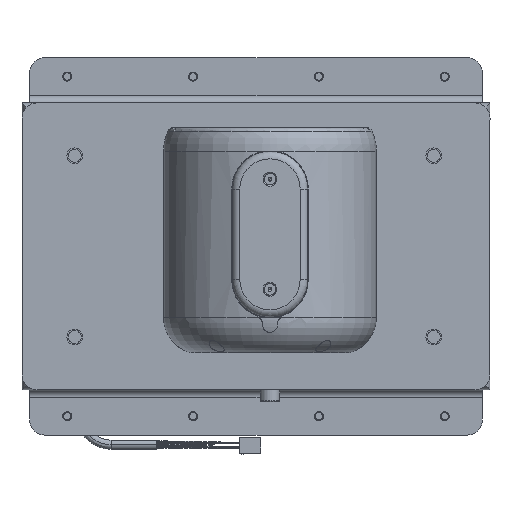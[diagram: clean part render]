
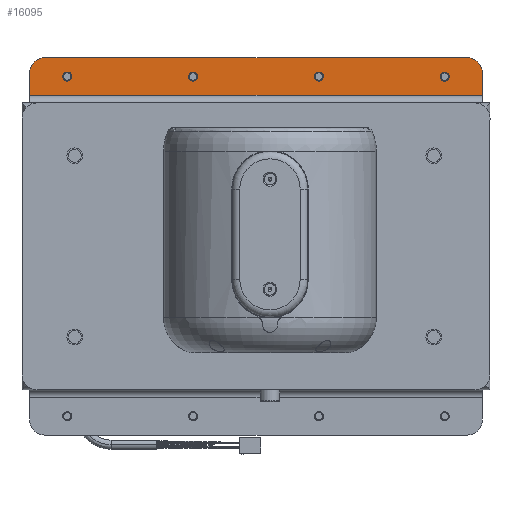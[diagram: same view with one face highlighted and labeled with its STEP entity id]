
A CAD part, front view. The second image highlights one B-rep face of the part: STEP entity #16095.
In plain terms, the highlighted planar face has unit normal (0, -1, 0).
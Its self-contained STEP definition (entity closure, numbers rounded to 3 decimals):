
#459 = VERTEX_POINT ( 'NONE', #27252 ) ;
#552 = CIRCLE ( 'NONE', #40252, 3. ) ;
#597 = CIRCLE ( 'NONE', #9360, 10. ) ;
#926 = DIRECTION ( 'NONE',  ( 0., 0., -1. ) ) ;
#994 = ORIENTED_EDGE ( 'NONE', *, *, #1782, .F. ) ;
#1118 = EDGE_LOOP ( 'NONE', ( #7824, #19494 ) ) ;
#1782 = EDGE_CURVE ( 'NONE', #459, #16208, #32514, .T. ) ;
#1922 = CARTESIAN_POINT ( 'NONE',  ( -115.473, 249.799, 485.663 ) ) ;
#1932 = AXIS2_PLACEMENT_3D ( 'NONE', #1922, #18535, #40469 ) ;
#2037 = CARTESIAN_POINT ( 'NONE',  ( -198.682, 249.799, 482.665 ) ) ;
#2178 = DIRECTION ( 'NONE',  ( 0., 0., -1. ) ) ;
#2595 = FACE_BOUND ( 'NONE', #1118, .T. ) ;
#3508 = VERTEX_POINT ( 'NONE', #12868 ) ;
#3623 = DIRECTION ( 'NONE',  ( 0., 0., -1. ) ) ;
#3625 = AXIS2_PLACEMENT_3D ( 'NONE', #35954, #28812, #12800 ) ;
#3906 = EDGE_CURVE ( 'NONE', #3508, #459, #13221, .T. ) ;
#4708 = VERTEX_POINT ( 'NONE', #41656 ) ;
#4757 = VERTEX_POINT ( 'NONE', #25451 ) ;
#4844 = EDGE_CURVE ( 'NONE', #19755, #19524, #13278, .T. ) ;
#5153 = ORIENTED_EDGE ( 'NONE', *, *, #30633, .F. ) ;
#5644 = LINE ( 'NONE', #18473, #9744 ) ;
#5649 = EDGE_CURVE ( 'NONE', #30850, #33359, #552, .T. ) ;
#5770 = EDGE_LOOP ( 'NONE', ( #34996, #20317 ) ) ;
#6021 = CIRCLE ( 'NONE', #29570, 3. ) ;
#6145 = ORIENTED_EDGE ( 'NONE', *, *, #3906, .F. ) ;
#6337 = DIRECTION ( 'NONE',  ( 0., 1., 0. ) ) ;
#6368 = FACE_BOUND ( 'NONE', #29609, .T. ) ;
#6750 = CARTESIAN_POINT ( 'NONE',  ( 51.194, 249.799, 485.663 ) ) ;
#6817 = CARTESIAN_POINT ( 'NONE',  ( -115.473, 249.799, 485.663 ) ) ;
#6827 = CARTESIAN_POINT ( 'NONE',  ( -198.806, 249.799, 485.663 ) ) ;
#6967 = AXIS2_PLACEMENT_3D ( 'NONE', #6817, #13992, #926 ) ;
#7824 = ORIENTED_EDGE ( 'NONE', *, *, #36063, .F. ) ;
#8296 = ORIENTED_EDGE ( 'NONE', *, *, #41324, .F. ) ;
#8555 = ORIENTED_EDGE ( 'NONE', *, *, #23954, .F. ) ;
#8888 = CIRCLE ( 'NONE', #10245, 3. ) ;
#8898 = DIRECTION ( 'NONE',  ( 0., 0., -1. ) ) ;
#9360 = AXIS2_PLACEMENT_3D ( 'NONE', #27303, #30201, #19921 ) ;
#9635 = DIRECTION ( 'NONE',  ( 0., -1., 0. ) ) ;
#9744 = VECTOR ( 'NONE', #24832, 1000. ) ;
#10049 = DIRECTION ( 'NONE',  ( 0., 0., -1. ) ) ;
#10245 = AXIS2_PLACEMENT_3D ( 'NONE', #13101, #35383, #26182 ) ;
#11001 = LINE ( 'NONE', #27048, #30427 ) ;
#11677 = CARTESIAN_POINT ( 'NONE',  ( -198.806, 249.799, 485.663 ) ) ;
#12496 = DIRECTION ( 'NONE',  ( 0., -1., 0. ) ) ;
#12529 = CIRCLE ( 'NONE', #21968, 3. ) ;
#12787 = CARTESIAN_POINT ( 'NONE',  ( -32.139, 249.799, 485.663 ) ) ;
#12800 = DIRECTION ( 'NONE',  ( 0., 0., -1. ) ) ;
#12868 = CARTESIAN_POINT ( 'NONE',  ( -213.806, 249.799, 498.163 ) ) ;
#13101 = CARTESIAN_POINT ( 'NONE',  ( -32.139, 249.799, 485.663 ) ) ;
#13221 = LINE ( 'NONE', #16376, #34680 ) ;
#13278 = CIRCLE ( 'NONE', #36796, 3. ) ;
#13492 = VECTOR ( 'NONE', #35163, 1000. ) ;
#13992 = DIRECTION ( 'NONE',  ( 0., -1., 0. ) ) ;
#15469 = ORIENTED_EDGE ( 'NONE', *, *, #33757, .T. ) ;
#15623 = CIRCLE ( 'NONE', #29746, 3. ) ;
#15667 = PLANE ( 'NONE',  #20191 ) ;
#16095 = ADVANCED_FACE ( 'NONE', ( #25566, #6368, #41566, #37768, #2595 ), #15667, .T. ) ;
#16208 = VERTEX_POINT ( 'NONE', #29537 ) ;
#16376 = CARTESIAN_POINT ( 'NONE',  ( -213.806, 249.799, 498.163 ) ) ;
#16794 = CARTESIAN_POINT ( 'NONE',  ( 51.208, 249.799, 482.663 ) ) ;
#17084 = EDGE_CURVE ( 'NONE', #36956, #4708, #12529, .T. ) ;
#17576 = VERTEX_POINT ( 'NONE', #32138 ) ;
#18391 = CARTESIAN_POINT ( 'NONE',  ( -218.806, 249.799, 458.163 ) ) ;
#18473 = CARTESIAN_POINT ( 'NONE',  ( -223.806, 249.799, 463.092 ) ) ;
#18535 = DIRECTION ( 'NONE',  ( 0., -1., 0. ) ) ;
#19310 = DIRECTION ( 'NONE',  ( 1., 0., 0. ) ) ;
#19483 = DIRECTION ( 'NONE',  ( 0., 0., -1. ) ) ;
#19494 = ORIENTED_EDGE ( 'NONE', *, *, #5649, .F. ) ;
#19524 = VERTEX_POINT ( 'NONE', #25461 ) ;
#19734 = CARTESIAN_POINT ( 'NONE',  ( -198.93, 249.799, 488.66 ) ) ;
#19755 = VERTEX_POINT ( 'NONE', #26933 ) ;
#19921 = DIRECTION ( 'NONE',  ( 0., 0., -1. ) ) ;
#20191 = AXIS2_PLACEMENT_3D ( 'NONE', #18391, #12496, #8898 ) ;
#20317 = ORIENTED_EDGE ( 'NONE', *, *, #33742, .F. ) ;
#21208 = EDGE_CURVE ( 'NONE', #26041, #17576, #36573, .T. ) ;
#21968 = AXIS2_PLACEMENT_3D ( 'NONE', #38164, #6337, #28685 ) ;
#22237 = VERTEX_POINT ( 'NONE', #23563 ) ;
#22892 = ORIENTED_EDGE ( 'NONE', *, *, #31722, .F. ) ;
#23563 = CARTESIAN_POINT ( 'NONE',  ( -223.806, 249.799, 488.163 ) ) ;
#23954 = EDGE_CURVE ( 'NONE', #32321, #22237, #5644, .T. ) ;
#24832 = DIRECTION ( 'NONE',  ( 0., 0., 1. ) ) ;
#25451 = CARTESIAN_POINT ( 'NONE',  ( 76.194, 249.799, 473.163 ) ) ;
#25461 = CARTESIAN_POINT ( 'NONE',  ( -31.999, 249.799, 482.666 ) ) ;
#25566 = FACE_OUTER_BOUND ( 'NONE', #28694, .T. ) ;
#26041 = VERTEX_POINT ( 'NONE', #26329 ) ;
#26182 = DIRECTION ( 'NONE',  ( 0., 0., -1. ) ) ;
#26264 = ORIENTED_EDGE ( 'NONE', *, *, #41223, .F. ) ;
#26329 = CARTESIAN_POINT ( 'NONE',  ( -115.619, 249.799, 488.659 ) ) ;
#26933 = CARTESIAN_POINT ( 'NONE',  ( -32.28, 249.799, 488.66 ) ) ;
#27048 = CARTESIAN_POINT ( 'NONE',  ( 71.194, 249.799, 473.163 ) ) ;
#27252 = CARTESIAN_POINT ( 'NONE',  ( 66.194, 249.799, 498.163 ) ) ;
#27303 = CARTESIAN_POINT ( 'NONE',  ( -213.806, 249.799, 488.163 ) ) ;
#28560 = DIRECTION ( 'NONE',  ( 0., -1., 0. ) ) ;
#28685 = DIRECTION ( 'NONE',  ( 0., 0., -1. ) ) ;
#28694 = EDGE_LOOP ( 'NONE', ( #5153, #22892, #994, #6145, #8296, #8555 ) ) ;
#28812 = DIRECTION ( 'NONE',  ( 0., 1., 0. ) ) ;
#29537 = CARTESIAN_POINT ( 'NONE',  ( 76.194, 249.799, 488.163 ) ) ;
#29570 = AXIS2_PLACEMENT_3D ( 'NONE', #11677, #30982, #2178 ) ;
#29609 = EDGE_LOOP ( 'NONE', ( #15469, #41523 ) ) ;
#29746 = AXIS2_PLACEMENT_3D ( 'NONE', #6750, #32645, #3623 ) ;
#30201 = DIRECTION ( 'NONE',  ( 0., 1., 0. ) ) ;
#30427 = VECTOR ( 'NONE', #35859, 1000. ) ;
#30633 = EDGE_CURVE ( 'NONE', #4757, #32321, #11001, .T. ) ;
#30850 = VERTEX_POINT ( 'NONE', #2037 ) ;
#30982 = DIRECTION ( 'NONE',  ( 0., -1., 0. ) ) ;
#31722 = EDGE_CURVE ( 'NONE', #16208, #4757, #34326, .T. ) ;
#32138 = CARTESIAN_POINT ( 'NONE',  ( -115.326, 249.799, 482.666 ) ) ;
#32321 = VERTEX_POINT ( 'NONE', #39018 ) ;
#32514 = CIRCLE ( 'NONE', #3625, 10. ) ;
#32645 = DIRECTION ( 'NONE',  ( 0., 1., 0. ) ) ;
#32717 = EDGE_LOOP ( 'NONE', ( #34048, #26264 ) ) ;
#32855 = CIRCLE ( 'NONE', #1932, 3. ) ;
#33359 = VERTEX_POINT ( 'NONE', #19734 ) ;
#33742 = EDGE_CURVE ( 'NONE', #19524, #19755, #8888, .T. ) ;
#33757 = EDGE_CURVE ( 'NONE', #4708, #36956, #15623, .T. ) ;
#34048 = ORIENTED_EDGE ( 'NONE', *, *, #21208, .F. ) ;
#34326 = LINE ( 'NONE', #34936, #13492 ) ;
#34680 = VECTOR ( 'NONE', #19310, 1000. ) ;
#34936 = CARTESIAN_POINT ( 'NONE',  ( 76.194, 249.799, 488.163 ) ) ;
#34996 = ORIENTED_EDGE ( 'NONE', *, *, #4844, .F. ) ;
#35163 = DIRECTION ( 'NONE',  ( 0., 0., -1. ) ) ;
#35383 = DIRECTION ( 'NONE',  ( 0., -1., 0. ) ) ;
#35859 = DIRECTION ( 'NONE',  ( -1., 0., 0. ) ) ;
#35954 = CARTESIAN_POINT ( 'NONE',  ( 66.194, 249.799, 488.163 ) ) ;
#36063 = EDGE_CURVE ( 'NONE', #33359, #30850, #6021, .T. ) ;
#36573 = CIRCLE ( 'NONE', #6967, 3. ) ;
#36796 = AXIS2_PLACEMENT_3D ( 'NONE', #12787, #9635, #10049 ) ;
#36956 = VERTEX_POINT ( 'NONE', #16794 ) ;
#37768 = FACE_BOUND ( 'NONE', #32717, .T. ) ;
#38164 = CARTESIAN_POINT ( 'NONE',  ( 51.194, 249.799, 485.663 ) ) ;
#39018 = CARTESIAN_POINT ( 'NONE',  ( -223.806, 249.799, 473.163 ) ) ;
#40252 = AXIS2_PLACEMENT_3D ( 'NONE', #6827, #28560, #19483 ) ;
#40469 = DIRECTION ( 'NONE',  ( 0., 0., -1. ) ) ;
#41223 = EDGE_CURVE ( 'NONE', #17576, #26041, #32855, .T. ) ;
#41324 = EDGE_CURVE ( 'NONE', #22237, #3508, #597, .T. ) ;
#41523 = ORIENTED_EDGE ( 'NONE', *, *, #17084, .T. ) ;
#41566 = FACE_BOUND ( 'NONE', #5770, .T. ) ;
#41656 = CARTESIAN_POINT ( 'NONE',  ( 51.18, 249.799, 488.663 ) ) ;
